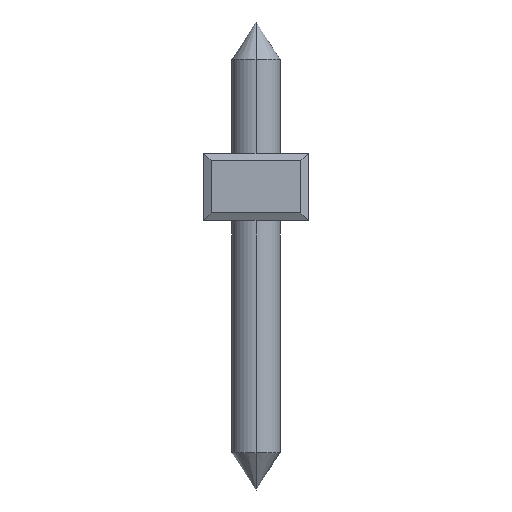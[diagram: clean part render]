
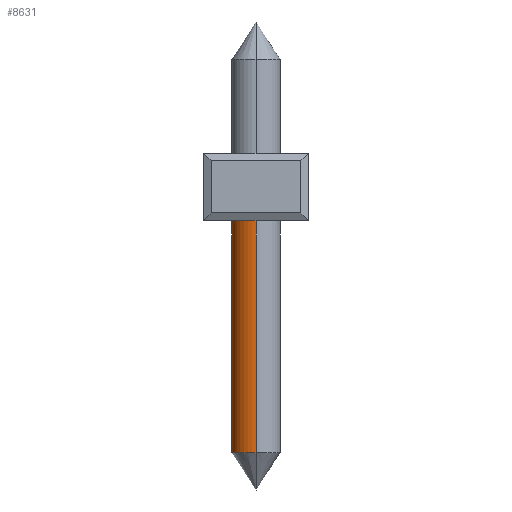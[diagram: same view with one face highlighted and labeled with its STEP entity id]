
A CAD part, front view. The second image highlights one B-rep face of the part: STEP entity #8631.
In plain terms, the highlighted cylindrical face has radius 0.65 mm (diameter 1.3 mm), a partial arc.
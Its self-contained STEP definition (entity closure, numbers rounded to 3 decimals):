
#2309=CARTESIAN_POINT('',(1.4,-77.5,0.2));
#2310=DIRECTION('',(0.,0.,1.));
#2311=DIRECTION('',(0.,1.,0.));
#2312=AXIS2_PLACEMENT_3D('',#2309,#2310,#2311);
#2319=CARTESIAN_POINT('',(1.4,-77.5,-6.2));
#2320=DIRECTION('',(0.,0.,1.));
#2321=DIRECTION('',(0.,1.,0.));
#2322=AXIS2_PLACEMENT_3D('',#2319,#2320,#2321);
#2324=DIRECTION('',(0.,0.,1.));
#2325=VECTOR('',#2324,6.4);
#2326=CARTESIAN_POINT('',(1.4,-76.85,-6.2));
#2327=LINE('',#2326,#2325);
#2333=DIRECTION('',(0.,0.,1.));
#2334=VECTOR('',#2333,6.4);
#2335=CARTESIAN_POINT('',(1.4,-78.15,-6.2));
#2336=LINE('',#2335,#2334);
#6094=CARTESIAN_POINT('',(1.4,-76.85,-6.2));
#6096=VERTEX_POINT('',#6094);
#6101=CARTESIAN_POINT('',(1.4,-78.15,-6.2));
#6102=VERTEX_POINT('',#6101);
#6105=CARTESIAN_POINT('',(1.4,-76.85,0.2));
#6106=CARTESIAN_POINT('',(1.4,-78.15,0.2));
#6107=VERTEX_POINT('',#6105);
#6108=VERTEX_POINT('',#6106);
#8617=CARTESIAN_POINT('',(1.4,-77.5,-7.825));
#8618=DIRECTION('',(0.,0.,1.));
#8619=DIRECTION('',(0.,1.,0.));
#8620=AXIS2_PLACEMENT_3D('',#8617,#8618,#8619);
#8621=CYLINDRICAL_SURFACE('',#8620,0.65);
#8622=ORIENTED_EDGE('',*,*,#8598,.T.);
#8624=ORIENTED_EDGE('',*,*,#8623,.F.);
#8626=ORIENTED_EDGE('',*,*,#8625,.F.);
#8628=ORIENTED_EDGE('',*,*,#8627,.T.);
#8629=EDGE_LOOP('',(#8622,#8624,#8626,#8628));
#8630=FACE_OUTER_BOUND('',#8629,.F.);
#8631=ADVANCED_FACE('',(#8630),#8621,.T.);
#2313=CIRCLE('',#2312,0.65);
#2323=CIRCLE('',#2322,0.65);
#8598=EDGE_CURVE('',#6107,#6108,#2313,.T.);
#8623=EDGE_CURVE('',#6102,#6108,#2336,.T.);
#8625=EDGE_CURVE('',#6096,#6102,#2323,.T.);
#8627=EDGE_CURVE('',#6096,#6107,#2327,.T.);
